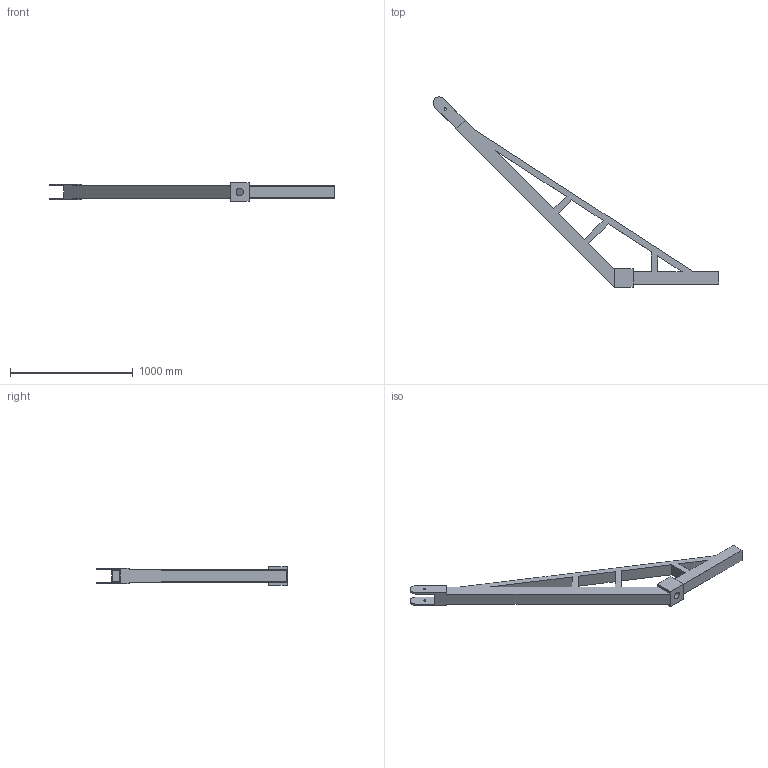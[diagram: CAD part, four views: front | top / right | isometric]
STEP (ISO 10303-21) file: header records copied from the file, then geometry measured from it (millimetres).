
FILE_DESCRIPTION(/* description */ (''),/* implementation_level */ '2;1');
FILE_NAME(/* name */ 'kepala baru.stp',/* time_stamp */ '2019-07-29T08:39:34+07:00',/* author */ ('BARLY'),/* organization */ (''),/* preprocessor_version */ 'ST-DEVELOPER v18',/* originating_system */ 'Autodesk Inventor 2020',/* authorisation */ '');
FILE_SCHEMA (('AUTOMOTIVE_DESIGN { 1 0 10303 214 3 1 1 }'));
Length unit declared in the file: millimetre
Products named in the file (1): kepala baru
Bounding box: 2329.1 x 1549.81 x 150 mm (x, y, z)
Volume: 19273771.8 mm3; surface area: 3049581.1 mm2
Topology: 1 solids, 4 shells, 70 faces, 181 edges, 120 vertices
Faces by surface type: plane 65, cylinder 5
Full cylindrical faces by diameter (mm): 20 x2, 60 x1
Entity records: 2162 total; most frequent: CARTESIAN_POINT 372, ORIENTED_EDGE 362, DIRECTION 333, EDGE_CURVE 181, LINE 171, VECTOR 171, VERTEX_POINT 120, EDGE_LOOP 85
